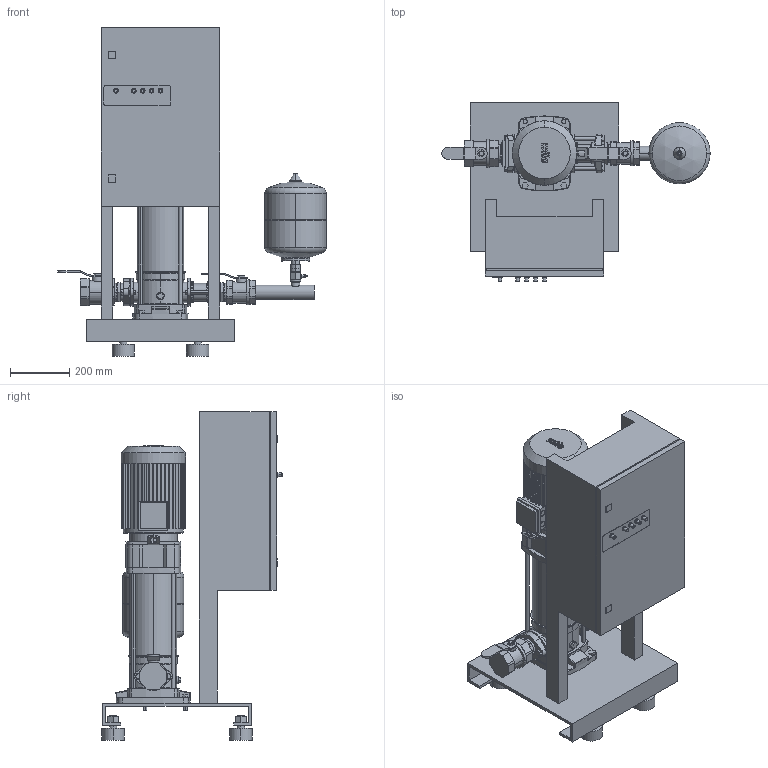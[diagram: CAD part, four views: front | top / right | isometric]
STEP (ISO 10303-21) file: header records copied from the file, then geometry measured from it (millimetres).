
FILE_DESCRIPTION((''),'2;1');
FILE_NAME('3d_FLA-1HELIXV1604_K-01PN10-2534419.stp','2013-07-05T14:15:20',(''),(''),'Mechanical Desktop 2009','Mechanical Desktop 2009',', , ');
FILE_SCHEMA(('CONFIG_CONTROL_DESIGN'));
Length unit declared in the file: millimetre
Products named in the file (1): Product
Bounding box: 902 x 605.5 x 1105 mm (x, y, z)
Volume: 90065015.4 mm3; surface area: 3792976.3 mm2
Topology: 51 solids, 51 shells, 1356 faces, 3337 edges, 2161 vertices
Faces by surface type: plane 484, bspline 450, cylinder 282, cone 94, torus 40, sphere 6
Entity records: 44465 total; most frequent: CARTESIAN_POINT 13069, ORIENTED_EDGE 6674, DIRECTION 6223, EDGE_CURVE 3337, AXIS2_PLACEMENT_3D 2176, VERTEX_POINT 2161, VECTOR 1871, LINE 1871
